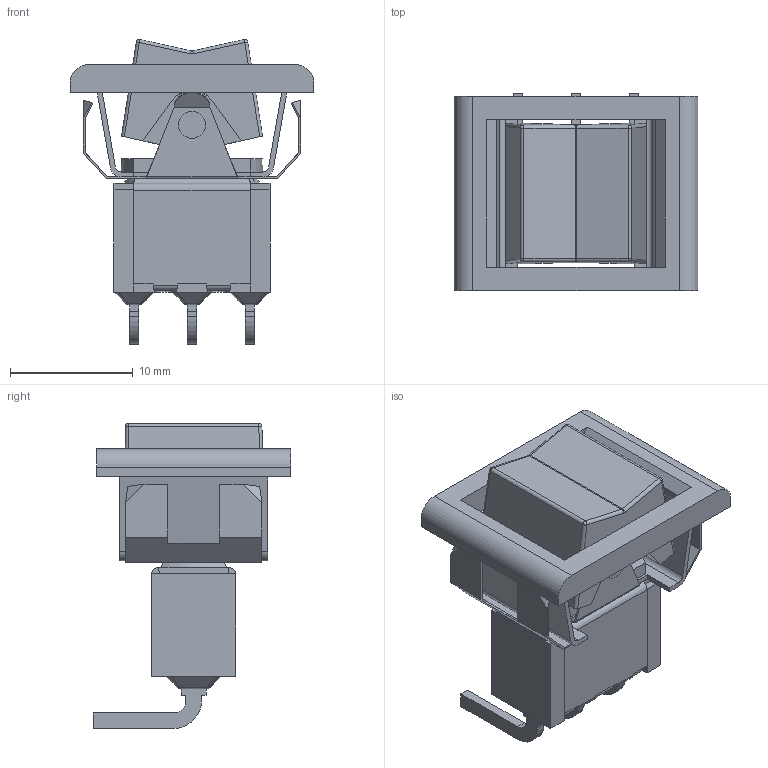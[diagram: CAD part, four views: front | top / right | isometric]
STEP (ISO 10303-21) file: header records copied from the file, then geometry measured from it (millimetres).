
FILE_DESCRIPTION(/* description */ (''),/* implementation_level */ '2;1');
FILE_NAME(/* name */ '300SPxR6xxxM6xExxx.stp',/* time_stamp */ '2026-01-30T19:54:17-06:00',/* author */ ('jmeyers'),/* organization */ (''),/* preprocessor_version */ 'ST-DEVELOPER v18.1',/* originating_system */ 'Autodesk Inventor 2022',/* authorisation */ '');
FILE_SCHEMA (('AUTOMOTIVE_DESIGN { 1 0 10303 214 3 1 1 }'));
Length unit declared in the file: inch
Products named in the file (1): Part42
Bounding box: 19.85 x 16.07 x 24.84 mm (x, y, z)
Volume: 1915.8 mm3; surface area: 3087.6 mm2
Topology: 1 solids, 3 shells, 422 faces, 1111 edges, 684 vertices
Faces by surface type: plane 319, cylinder 83, sphere 16, bspline 2, torus 2
Full cylindrical faces by diameter (mm): 2.2 x2, 3.2 x1, 5.2 x1
Entity records: 12756 total; most frequent: CARTESIAN_POINT 2264, ORIENTED_EDGE 2198, DIRECTION 2127, EDGE_CURVE 1099, LINE 905, VECTOR 905, VERTEX_POINT 684, AXIS2_PLACEMENT_3D 611
